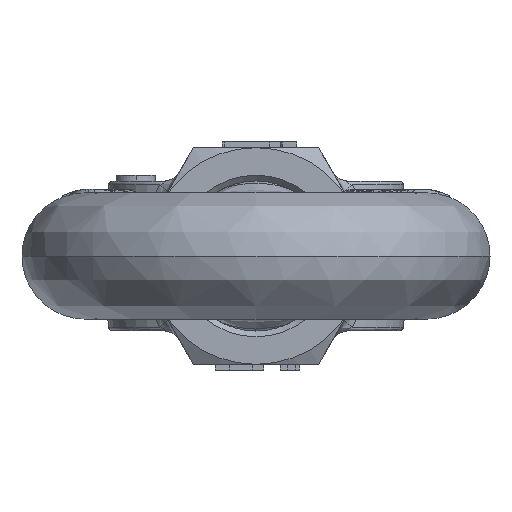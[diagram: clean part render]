
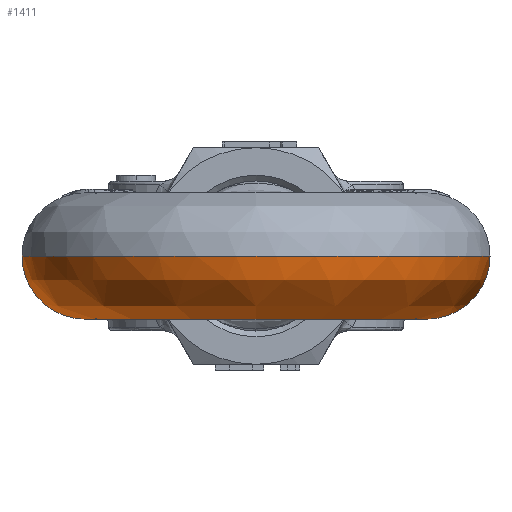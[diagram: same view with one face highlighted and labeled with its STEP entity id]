
A CAD part, left-side view. The second image highlights one B-rep face of the part: STEP entity #1411.
In plain terms, the highlighted free-form (B-spline) face has degree [3, 3] with [4, 7] control points.
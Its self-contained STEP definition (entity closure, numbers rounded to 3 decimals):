
#1411=ADVANCED_FACE('NONE',(#3056),#3057,.T.);
#3056=FACE_OUTER_BOUND('',#8091,.T.);
#3057=(B_SPLINE_SURFACE(3,3,((#8093,#8094,#8095,#8096,#8097,#8098,#8099),(#8100,#8101,#8102,#8103,#8104,#8105,#8106),(#8107,#8108,#8109,#8110,#8111,#8112,#8113),(#8114,#8115,#8116,#8117,#8118,#8119,#8120)),.UNSPECIFIED.,.F.,.F.,.F.)B_SPLINE_SURFACE_WITH_KNOTS((4,4),(4,3,4),(0.0,1.0),(0.0,0.5,1.0),.UNSPECIFIED.)RATIONAL_B_SPLINE_SURFACE(((1.0,0.791,0.791,1.0,0.791,0.791,1.0),(0.333,0.264,0.264,0.333,0.264,0.264,0.333),(0.333,0.264,0.264,0.333,0.264,0.264,0.333),(1.0,0.791,0.791,1.0,0.791,0.791,1.0)))BOUNDED_SURFACE()REPRESENTATION_ITEM('')GEOMETRIC_REPRESENTATION_ITEM()SURFACE());
#8091=EDGE_LOOP('',(#14569,#14570,#14571,#14572));
#8093=CARTESIAN_POINT('',(25.054,59.405,0.0));
#8094=CARTESIAN_POINT('',(-11.324,61.462,0.0));
#8095=CARTESIAN_POINT('',(-37.805,36.436,0.0));
#8096=CARTESIAN_POINT('',(-37.805,0.,0.0));
#8097=CARTESIAN_POINT('',(-37.805,-36.436,0.0));
#8098=CARTESIAN_POINT('',(-11.324,-61.462,0.0));
#8099=CARTESIAN_POINT('',(25.054,-59.405,0.0));
#8100=CARTESIAN_POINT('',(25.054,59.405,-32.0));
#8101=CARTESIAN_POINT('',(-11.324,61.462,-32.0));
#8102=CARTESIAN_POINT('',(-37.805,36.436,-32.0));
#8103=CARTESIAN_POINT('',(-37.805,0.,-32.0));
#8104=CARTESIAN_POINT('',(-37.805,-36.436,-32.0));
#8105=CARTESIAN_POINT('',(-11.324,-61.462,-32.0));
#8106=CARTESIAN_POINT('',(25.054,-59.405,-32.0));
#8107=CARTESIAN_POINT('',(23.248,27.456,-32.0));
#8108=CARTESIAN_POINT('',(6.434,28.407,-32.0));
#8109=CARTESIAN_POINT('',(-5.805,16.84,-32.0));
#8110=CARTESIAN_POINT('',(-5.805,0.,-32.0));
#8111=CARTESIAN_POINT('',(-5.805,-16.84,-32.0));
#8112=CARTESIAN_POINT('',(6.434,-28.407,-32.0));
#8113=CARTESIAN_POINT('',(23.248,-27.456,-32.0));
#8114=CARTESIAN_POINT('',(23.248,27.456,0.));
#8115=CARTESIAN_POINT('',(6.434,28.407,0.));
#8116=CARTESIAN_POINT('',(-5.805,16.84,0.));
#8117=CARTESIAN_POINT('',(-5.805,0.,0.));
#8118=CARTESIAN_POINT('',(-5.805,-16.84,0.));
#8119=CARTESIAN_POINT('',(6.434,-28.407,0.));
#8120=CARTESIAN_POINT('',(23.248,-27.456,0.));
#14569=ORIENTED_EDGE('',*,*,#18000,.F.);
#14570=ORIENTED_EDGE('',*,*,#18001,.T.);
#14571=ORIENTED_EDGE('',*,*,#18002,.F.);
#14572=ORIENTED_EDGE('',*,*,#18003,.F.);
#18000=EDGE_CURVE('NONE',#20697,#20696,#20783,.T.);
#18001=EDGE_CURVE('NONE',#20697,#20576,#20784,.T.);
#18002=EDGE_CURVE('NONE',#20578,#20576,#20785,.T.);
#18003=EDGE_CURVE('NONE',#20696,#20578,#20786,.T.);
#20576=VERTEX_POINT('NONE',#27830);
#20578=VERTEX_POINT('NONE',#27832);
#20696=VERTEX_POINT('NONE',#28323);
#20697=VERTEX_POINT('NONE',#28324);
#20783=CIRCLE('',#28629,16.0);
#20784=CIRCLE('',#28630,27.5);
#20785=CIRCLE('',#28631,16.0);
#20786=CIRCLE('',#28632,59.5);
#27830=CARTESIAN_POINT('',(23.248,-27.456,0.));
#27832=CARTESIAN_POINT('',(25.054,-59.405,0.0));
#28323=CARTESIAN_POINT('',(25.054,59.405,0.0));
#28324=CARTESIAN_POINT('',(23.248,27.456,0.));
#28629=AXIS2_PLACEMENT_3D('',#34407,#34408,#34409);
#28630=AXIS2_PLACEMENT_3D('',#34410,#34411,#34412);
#28631=AXIS2_PLACEMENT_3D('',#34413,#34414,#34415);
#28632=AXIS2_PLACEMENT_3D('',#34416,#34417,#34418);
#34407=CARTESIAN_POINT('',(24.151,43.431,0.0));
#34408=DIRECTION('',(0.998,-0.056,0.0));
#34409=DIRECTION('',(0.056,0.998,0.0));
#34410=CARTESIAN_POINT('',(21.695,0.0,0.));
#34411=DIRECTION('',(0.0,0.0,1.0));
#34412=DIRECTION('',(1.0,0.0,0.0));
#34413=CARTESIAN_POINT('',(24.151,-43.431,0.0));
#34414=DIRECTION('',(0.998,0.056,0.0));
#34415=DIRECTION('',(0.056,-0.998,0.0));
#34416=CARTESIAN_POINT('',(21.695,0.0,0.0));
#34417=DIRECTION('',(0.0,0.0,1.0));
#34418=DIRECTION('',(1.0,0.0,0.0));
